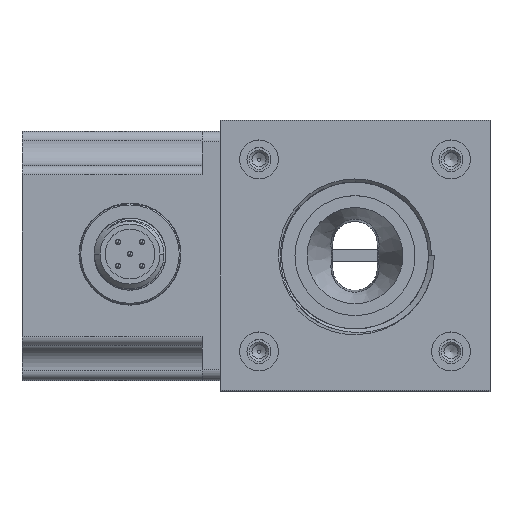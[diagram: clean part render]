
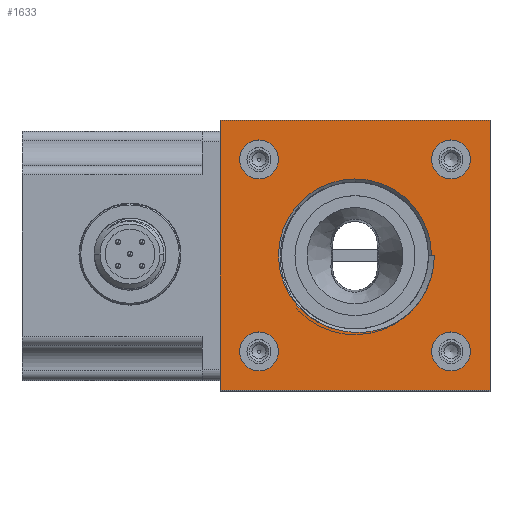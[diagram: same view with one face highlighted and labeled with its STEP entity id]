
A CAD part, top view. The second image highlights one B-rep face of the part: STEP entity #1633.
In plain terms, the highlighted planar face has unit normal (0, 0, 1).
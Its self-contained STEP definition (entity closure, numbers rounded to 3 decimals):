
#404=B_SPLINE_CURVE_WITH_KNOTS('',3,(#22643,#22644,#22645,#22646),
 .UNSPECIFIED.,.F.,.F.,(4,4),(0.,1.),.UNSPECIFIED.);
#603=FACE_BOUND('',#3490,.T.);
#604=FACE_BOUND('',#3491,.T.);
#605=FACE_BOUND('',#3492,.T.);
#606=FACE_BOUND('',#3493,.T.);
#607=FACE_BOUND('',#3494,.T.);
#608=FACE_BOUND('',#3495,.T.);
#1116=PLANE('',#16126);
#1633=ADVANCED_FACE('',(#603,#604,#605,#606,#607,#608),#1116,.F.);
#3490=EDGE_LOOP('',(#7465));
#3491=EDGE_LOOP('',(#7466));
#3492=EDGE_LOOP('',(#7467));
#3493=EDGE_LOOP('',(#7468));
#3494=EDGE_LOOP('',(#7469,#7470,#7471,#7472));
#3495=EDGE_LOOP('',(#7473,#7474,#7475,#7476));
#4691=LINE('',#22630,#6004);
#4692=LINE('',#22633,#6005);
#4693=LINE('',#22635,#6006);
#4694=LINE('',#22637,#6007);
#4695=LINE('',#22638,#6008);
#6004=VECTOR('',#17867,1.);
#6005=VECTOR('',#17868,1.);
#6006=VECTOR('',#17869,1.);
#6007=VECTOR('',#17870,1.);
#6008=VECTOR('',#17871,1.);
#7465=ORIENTED_EDGE('',*,*,#13335,.F.);
#7466=ORIENTED_EDGE('',*,*,#13336,.F.);
#7467=ORIENTED_EDGE('',*,*,#13337,.F.);
#7468=ORIENTED_EDGE('',*,*,#13338,.F.);
#7469=ORIENTED_EDGE('',*,*,#13339,.F.);
#7470=ORIENTED_EDGE('',*,*,#13340,.F.);
#7471=ORIENTED_EDGE('',*,*,#13341,.F.);
#7472=ORIENTED_EDGE('',*,*,#13342,.F.);
#7473=ORIENTED_EDGE('',*,*,#13343,.F.);
#7474=ORIENTED_EDGE('',*,*,#13344,.T.);
#7475=ORIENTED_EDGE('',*,*,#13345,.T.);
#7476=ORIENTED_EDGE('',*,*,#13346,.T.);
#11753=VERTEX_POINT('',#22623);
#11754=VERTEX_POINT('',#22625);
#11755=VERTEX_POINT('',#22627);
#11756=VERTEX_POINT('',#22629);
#11757=VERTEX_POINT('',#22631);
#11758=VERTEX_POINT('',#22632);
#11759=VERTEX_POINT('',#22634);
#11760=VERTEX_POINT('',#22636);
#11761=VERTEX_POINT('',#22639);
#11762=VERTEX_POINT('',#22640);
#11763=VERTEX_POINT('',#22642);
#11764=VERTEX_POINT('',#22647);
#13335=EDGE_CURVE('',#11753,#11753,#15491,.T.);
#13336=EDGE_CURVE('',#11754,#11754,#15492,.T.);
#13337=EDGE_CURVE('',#11755,#11755,#15493,.T.);
#13338=EDGE_CURVE('',#11756,#11756,#15494,.T.);
#13339=EDGE_CURVE('',#11757,#11758,#4691,.T.);
#13340=EDGE_CURVE('',#11759,#11757,#4692,.T.);
#13341=EDGE_CURVE('',#11760,#11759,#4693,.T.);
#13342=EDGE_CURVE('',#11758,#11760,#4694,.T.);
#13343=EDGE_CURVE('',#11761,#11762,#4695,.T.);
#13344=EDGE_CURVE('',#11761,#11763,#15495,.T.);
#13345=EDGE_CURVE('',#11763,#11764,#404,.T.);
#13346=EDGE_CURVE('',#11764,#11762,#15496,.T.);
#15491=CIRCLE('',#16120,3.25);
#15492=CIRCLE('',#16121,3.25);
#15493=CIRCLE('',#16122,3.25);
#15494=CIRCLE('',#16123,3.25);
#15495=CIRCLE('',#16124,13.221);
#15496=CIRCLE('',#16125,12.75);
#16120=AXIS2_PLACEMENT_3D('',#22622,#17859,#17860);
#16121=AXIS2_PLACEMENT_3D('',#22624,#17861,#17862);
#16122=AXIS2_PLACEMENT_3D('',#22626,#17863,#17864);
#16123=AXIS2_PLACEMENT_3D('',#22628,#17865,#17866);
#16124=AXIS2_PLACEMENT_3D('',#22641,#17872,#17873);
#16125=AXIS2_PLACEMENT_3D('',#22648,#17874,#17875);
#16126=AXIS2_PLACEMENT_3D('',#22649,#17876,#17877);
#17859=DIRECTION('',(0.,0.,1.));
#17860=DIRECTION('',(0.,1.,0.));
#17861=DIRECTION('',(0.,0.,1.));
#17862=DIRECTION('',(0.,1.,0.));
#17863=DIRECTION('',(0.,0.,1.));
#17864=DIRECTION('',(0.,1.,0.));
#17865=DIRECTION('',(0.,0.,1.));
#17866=DIRECTION('',(0.,1.,0.));
#17867=DIRECTION('',(1.,0.,0.));
#17868=DIRECTION('',(0.,1.,0.));
#17869=DIRECTION('',(-1.,0.,0.));
#17870=DIRECTION('',(0.,-1.,0.));
#17871=DIRECTION('',(-1.,0.,0.));
#17872=DIRECTION('',(0.,0.,-1.));
#17873=DIRECTION('',(-1.,0.,0.));
#17874=DIRECTION('',(0.,0.,-1.));
#17875=DIRECTION('',(-1.,0.,0.));
#17876=DIRECTION('',(0.,0.,-1.));
#17877=DIRECTION('',(1.,0.,0.));
#22622=CARTESIAN_POINT('',(38.5,6.5,12.));
#22623=CARTESIAN_POINT('',(38.5,9.75,12.));
#22624=CARTESIAN_POINT('',(38.5,38.5,12.));
#22625=CARTESIAN_POINT('',(38.5,41.75,12.));
#22626=CARTESIAN_POINT('',(6.5,38.5,12.));
#22627=CARTESIAN_POINT('',(6.5,41.75,12.));
#22628=CARTESIAN_POINT('',(6.5,6.5,12.));
#22629=CARTESIAN_POINT('',(6.5,9.75,12.));
#22630=CARTESIAN_POINT('',(0.,45.,12.));
#22631=CARTESIAN_POINT('',(0.,45.,12.));
#22632=CARTESIAN_POINT('',(45.,45.,12.));
#22633=CARTESIAN_POINT('',(0.,0.,12.));
#22634=CARTESIAN_POINT('',(0.,0.,12.));
#22635=CARTESIAN_POINT('',(45.,0.,12.));
#22636=CARTESIAN_POINT('',(45.,0.,12.));
#22637=CARTESIAN_POINT('',(45.,45.,12.));
#22638=CARTESIAN_POINT('',(22.5,22.5,12.));
#22639=CARTESIAN_POINT('',(35.721,22.5,12.));
#22640=CARTESIAN_POINT('',(35.25,22.5,12.));
#22641=CARTESIAN_POINT('',(22.5,22.5,12.));
#22642=CARTESIAN_POINT('',(30.849,12.249,12.));
#22643=CARTESIAN_POINT('',(30.849,12.249,12.));
#22644=CARTESIAN_POINT('',(27.884,10.037,12.));
#22645=CARTESIAN_POINT('',(24.034,9.158,12.));
#22646=CARTESIAN_POINT('',(20.414,9.922,12.));
#22647=CARTESIAN_POINT('',(20.414,9.922,12.));
#22648=CARTESIAN_POINT('',(22.5,22.5,12.));
#22649=CARTESIAN_POINT('',(22.5,22.5,12.));
